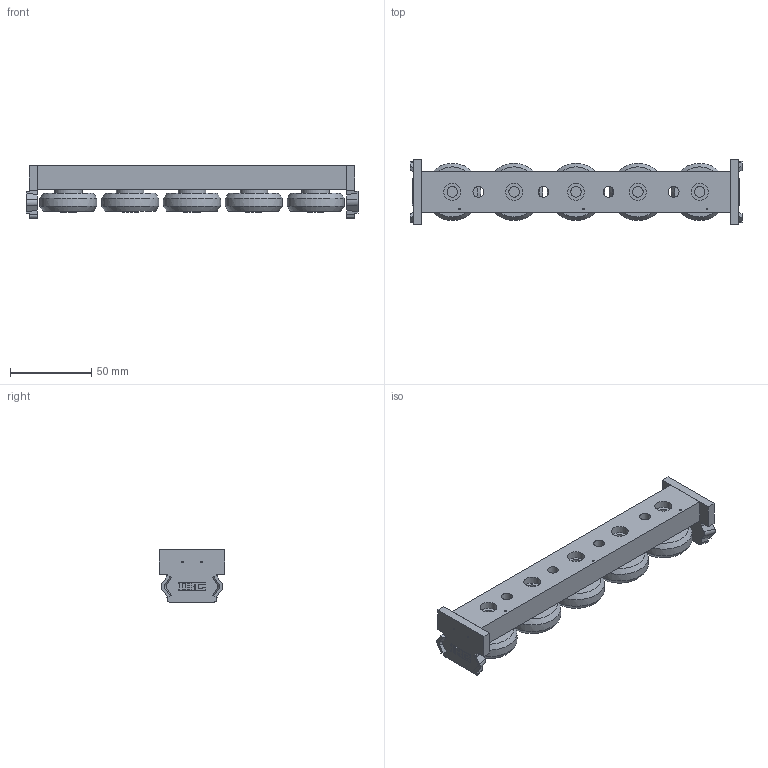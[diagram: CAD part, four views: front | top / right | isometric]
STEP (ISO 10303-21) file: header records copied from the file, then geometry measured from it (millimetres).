
FILE_DESCRIPTION((''),'2;1');
FILE_NAME('CS 43-32.2RS.AX.stp','2016-07-14T13:08:35',('MRathmann'),(''),'Autodesk Inventor 2012','Autodesk Inventor 2012','');
FILE_SCHEMA(('CONFIG_CONTROL_DESIGN'));
Length unit declared in the file: millimetre
Products named in the file (4): CS 43-32.2RS.AX; LL.CS 43-32; Dummy 35-43 ; D-ABS X43
Assembly tree (8 placements, depth 2):
  CS 43-32.2RS.AX
    LL.CS 43-32
    Dummy 35-43   x5
    D-ABS X43  x2
Bounding box: 204 x 40 x 32.2 mm (x, y, z)
Volume: 128165 mm3; surface area: 40833.8 mm2
Topology: 8 solids, 8 shells, 282 faces, 684 edges, 453 vertices
Faces by surface type: plane 167, cylinder 81, bspline 27, cone 7
Full cylindrical faces by diameter (mm): 1 x7, 3.242 x4, 6.5 x5, 6.647 x4, 10 x5, 10.4 x5, 12 x10, 17 x5
Entity records: 4583 total; most frequent: CARTESIAN_POINT 1015, DIRECTION 712, ORIENTED_EDGE 640, EDGE_CURVE 320, AXIS2_PLACEMENT_3D 254, VERTEX_POINT 236, EDGE_LOOP 230, VECTOR 204
